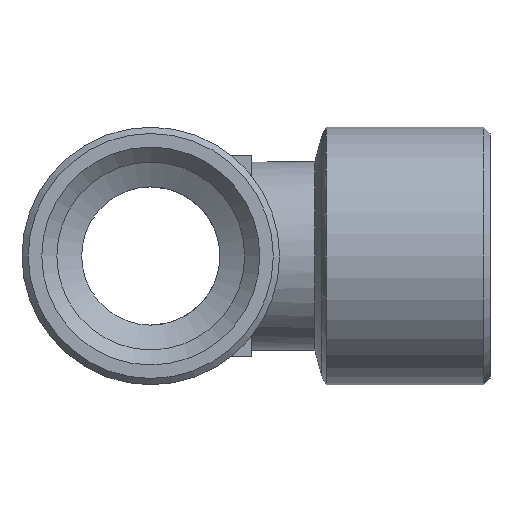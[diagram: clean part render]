
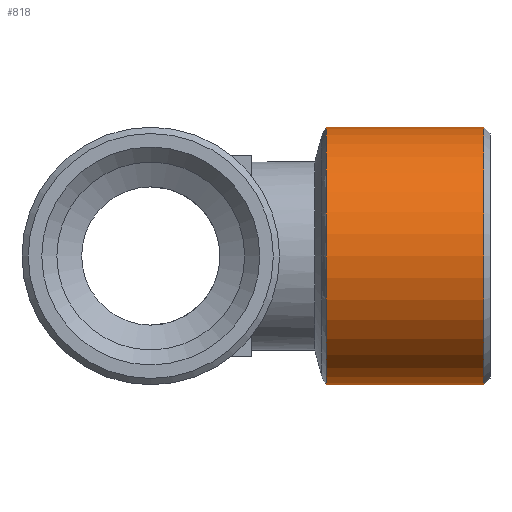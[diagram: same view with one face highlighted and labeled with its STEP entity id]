
A CAD part, left-side view. The second image highlights one B-rep face of the part: STEP entity #818.
In plain terms, the highlighted cylindrical face has radius 10.25 mm (diameter 20.5 mm), a full revolution.
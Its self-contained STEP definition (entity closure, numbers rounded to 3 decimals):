
#12 = AXIS2_PLACEMENT_3D ( 'NONE', #460, #459, #461 ) ;
#19 = EDGE_CURVE ( 'NONE', #975, #975, #1299, .T. ) ;
#22 = AXIS2_PLACEMENT_3D ( 'NONE', #546, #545, #685 ) ;
#72 = EDGE_CURVE ( 'NONE', #1352, #1347, #1271, .T. ) ;
#73 = EDGE_CURVE ( 'NONE', #1347, #1352, #1278, .T. ) ;
#95 = AXIS2_PLACEMENT_3D ( 'NONE', #741, #739, #738 ) ;
#96 = AXIS2_PLACEMENT_3D ( 'NONE', #750, #749, #747 ) ;
#270 = CARTESIAN_POINT ( 'NONE',  ( 9., -30.5, 10.25 ) ) ;
#298 = CARTESIAN_POINT ( 'NONE',  ( 9., -17.973, -10.25 ) ) ;
#299 = CARTESIAN_POINT ( 'NONE',  ( 9., -17.973, 10.25 ) ) ;
#459 = DIRECTION ( 'NONE',  ( 0., 1., 0. ) ) ;
#460 = CARTESIAN_POINT ( 'NONE',  ( 9., -30.5, 0. ) ) ;
#461 = DIRECTION ( 'NONE',  ( 0., 0., 1. ) ) ;
#545 = DIRECTION ( 'NONE',  ( 0., 1., 0. ) ) ;
#546 = CARTESIAN_POINT ( 'NONE',  ( 9., -30.5, 0. ) ) ;
#685 = DIRECTION ( 'NONE',  ( 0., 0., 1. ) ) ;
#738 = DIRECTION ( 'NONE',  ( 0., 0., 1. ) ) ;
#739 = DIRECTION ( 'NONE',  ( 0., 1., 0. ) ) ;
#741 = CARTESIAN_POINT ( 'NONE',  ( 9., -17.973, 0. ) ) ;
#747 = DIRECTION ( 'NONE',  ( 0., 0., 1. ) ) ;
#749 = DIRECTION ( 'NONE',  ( 0., 1., 0. ) ) ;
#750 = CARTESIAN_POINT ( 'NONE',  ( 9., -17.973, 0. ) ) ;
#818 = ADVANCED_FACE ( 'NONE', ( #1045, #1042 ), #1040, .T. ) ;
#845 = ORIENTED_EDGE ( 'NONE', *, *, #73, .F. ) ;
#905 = EDGE_LOOP ( 'NONE', ( #845, #908 ) ) ;
#908 = ORIENTED_EDGE ( 'NONE', *, *, #72, .F. ) ;
#975 = VERTEX_POINT ( 'NONE', #270 ) ;
#1040 = CYLINDRICAL_SURFACE ( 'NONE', #12, 10.25 ) ;
#1042 = FACE_OUTER_BOUND ( 'NONE', #1096, .T. ) ;
#1045 = FACE_OUTER_BOUND ( 'NONE', #905, .T. ) ;
#1096 = EDGE_LOOP ( 'NONE', ( #1217 ) ) ;
#1217 = ORIENTED_EDGE ( 'NONE', *, *, #19, .T. ) ;
#1271 = CIRCLE ( 'NONE', #96, 10.25 ) ;
#1278 = CIRCLE ( 'NONE', #95, 10.25 ) ;
#1299 = CIRCLE ( 'NONE', #22, 10.25 ) ;
#1347 = VERTEX_POINT ( 'NONE', #299 ) ;
#1352 = VERTEX_POINT ( 'NONE', #298 ) ;
